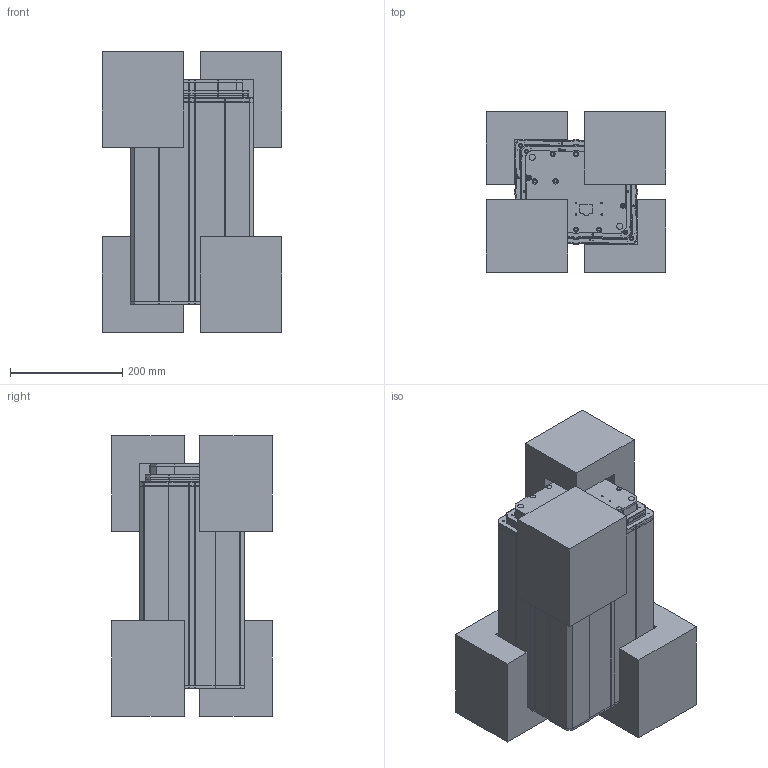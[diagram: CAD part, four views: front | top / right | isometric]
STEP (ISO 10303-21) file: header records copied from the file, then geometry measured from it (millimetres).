
FILE_DESCRIPTION((''),'2;1');
FILE_NAME('20130304-EM3-03-345_ASM','2013-09-23T',('Administrator'),(''),'PRO/ENGINEER BY PARAMETRIC TECHNOLOGY CORPORATION, 2008020','PRO/ENGINEER BY PARAMETRIC TECHNOLOGY CORPORATION, 2008020','');
FILE_SCHEMA(('CONFIG_CONTROL_DESIGN'));
Length unit declared in the file: millimetre
Products named in the file (10): JC35EM-34-01; EM3-NG-01; EM3-ZG-02; EM2-DG3; EM3-WG-03; EM2-DG4; JC35EM-345-01; JC35EM-HXT-20130308; 20130423-BZEPE2; 20130304-EM3-03-345_ASM
Assembly tree (12 placements, depth 2):
  20130304-EM3-03-345_ASM
    JC35EM-34-01
    EM3-NG-01
    EM3-ZG-02
    EM2-DG3
    EM3-WG-03
    EM2-DG4
    JC35EM-345-01
    JC35EM-HXT-20130308
    20130423-BZEPE2  x4
Bounding box: 320 x 287 x 500 mm (x, y, z)
Volume: 12789275.6 mm3; surface area: 2354300.6 mm2
Topology: 12 solids, 20 shells, 1982 faces, 5611 edges, 3655 vertices
Faces by surface type: plane 1026, cylinder 607, cone 184, bspline 80, torus 43, sphere 42
Entity records: 66061 total; most frequent: CARTESIAN_POINT 15085, ORIENTED_EDGE 10996, DIRECTION 10359, EDGE_CURVE 5514, VERTEX_POINT 3609, AXIS2_PLACEMENT_3D 3486, VECTOR 3387, LINE 3387
